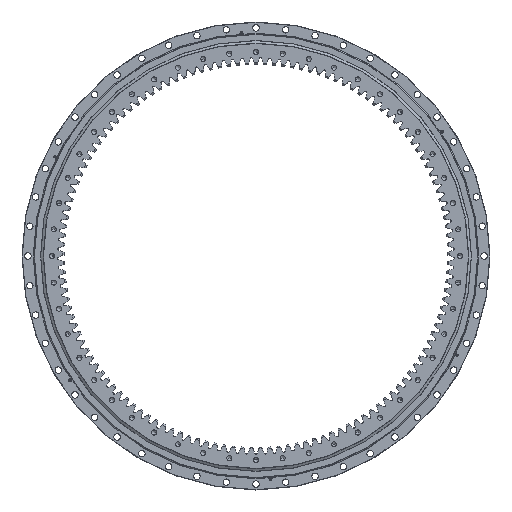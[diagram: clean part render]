
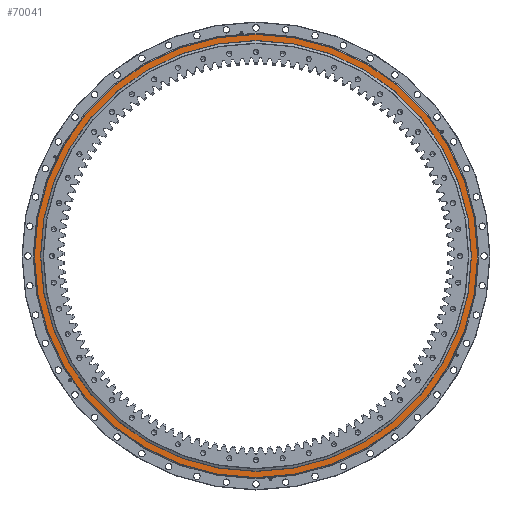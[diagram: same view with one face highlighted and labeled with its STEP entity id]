
A CAD part, top view. The second image highlights one B-rep face of the part: STEP entity #70041.
In plain terms, the highlighted face is planar.
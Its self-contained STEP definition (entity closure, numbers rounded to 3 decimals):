
#922 = ORIENTED_EDGE ( 'NONE', *, *, #34088, .T. ) ;
#4313 = CARTESIAN_POINT ( 'NONE',  ( -757.5, 0., -26. ) ) ;
#6178 = AXIS2_PLACEMENT_3D ( 'NONE', #43501, #26183, #9041 ) ;
#6844 = DIRECTION ( 'NONE',  ( 1., 0., 0. ) ) ;
#8269 = DIRECTION ( 'NONE',  ( 0., 0., -1. ) ) ;
#9041 = DIRECTION ( 'NONE',  ( 1., 0., 0. ) ) ;
#9761 = ORIENTED_EDGE ( 'NONE', *, *, #15854, .T. ) ;
#10963 = CARTESIAN_POINT ( 'NONE',  ( 757.5, 0., -26. ) ) ;
#12984 = CARTESIAN_POINT ( 'NONE',  ( 0., 0., -26. ) ) ;
#13721 = VERTEX_POINT ( 'NONE', #10963 ) ;
#15854 = EDGE_CURVE ( 'NONE', #40826, #15892, #28197, .T. ) ;
#15892 = VERTEX_POINT ( 'NONE', #64293 ) ;
#17559 = ORIENTED_EDGE ( 'NONE', *, *, #49053, .T. ) ;
#18672 = CIRCLE ( 'NONE', #32079, 757.5 ) ;
#24893 = CARTESIAN_POINT ( 'NONE',  ( 0., 0., -26. ) ) ;
#25216 = ORIENTED_EDGE ( 'NONE', *, *, #48289, .T. ) ;
#26183 = DIRECTION ( 'NONE',  ( 0., 0., 1. ) ) ;
#28197 = CIRCLE ( 'NONE', #39466, 730. ) ;
#28606 = FACE_OUTER_BOUND ( 'NONE', #65000, .T. ) ;
#29827 = CIRCLE ( 'NONE', #67880, 730. ) ;
#31404 = DIRECTION ( 'NONE',  ( 1., 0., 0. ) ) ;
#32079 = AXIS2_PLACEMENT_3D ( 'NONE', #74247, #62431, #68490 ) ;
#32889 = CARTESIAN_POINT ( 'NONE',  ( -730., 0., -26. ) ) ;
#34088 = EDGE_CURVE ( 'NONE', #52756, #13721, #18672, .T. ) ;
#35142 = DIRECTION ( 'NONE',  ( 1., 0., 0. ) ) ;
#35884 = DIRECTION ( 'NONE',  ( 0., 0., 1. ) ) ;
#39466 = AXIS2_PLACEMENT_3D ( 'NONE', #12984, #35884, #35142 ) ;
#40559 = CARTESIAN_POINT ( 'NONE',  ( 0., 0., -26. ) ) ;
#40826 = VERTEX_POINT ( 'NONE', #32889 ) ;
#43501 = CARTESIAN_POINT ( 'NONE',  ( -758.5, 0., -26. ) ) ;
#48289 = EDGE_CURVE ( 'NONE', #13721, #52756, #64069, .T. ) ;
#49053 = EDGE_CURVE ( 'NONE', #15892, #40826, #29827, .T. ) ;
#49626 = EDGE_LOOP ( 'NONE', ( #9761, #17559 ) ) ;
#52756 = VERTEX_POINT ( 'NONE', #4313 ) ;
#55531 = PLANE ( 'NONE',  #6178 ) ;
#62431 = DIRECTION ( 'NONE',  ( 0., 0., -1. ) ) ;
#63423 = DIRECTION ( 'NONE',  ( 0., 0., 1. ) ) ;
#64069 = CIRCLE ( 'NONE', #65472, 757.5 ) ;
#64293 = CARTESIAN_POINT ( 'NONE',  ( 730., 0., -26. ) ) ;
#65000 = EDGE_LOOP ( 'NONE', ( #25216, #922 ) ) ;
#65472 = AXIS2_PLACEMENT_3D ( 'NONE', #24893, #8269, #31404 ) ;
#67880 = AXIS2_PLACEMENT_3D ( 'NONE', #40559, #63423, #6844 ) ;
#68490 = DIRECTION ( 'NONE',  ( 1., 0., 0. ) ) ;
#70041 = ADVANCED_FACE ( 'NONE', ( #71739, #28606 ), #55531, .F. ) ;
#71739 = FACE_BOUND ( 'NONE', #49626, .T. ) ;
#74247 = CARTESIAN_POINT ( 'NONE',  ( 0., 0., -26. ) ) ;
